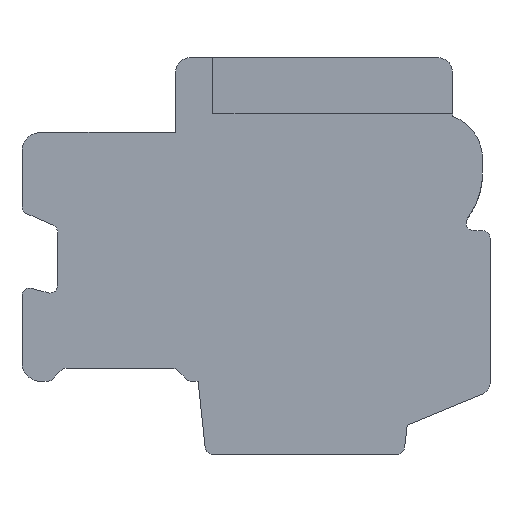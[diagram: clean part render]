
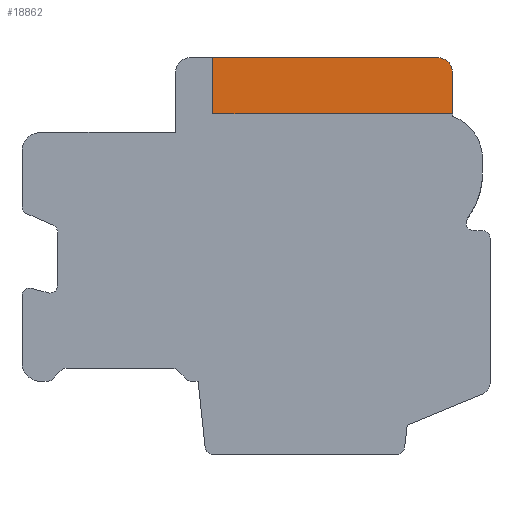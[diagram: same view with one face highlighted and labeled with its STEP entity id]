
A CAD part, front view. The second image highlights one B-rep face of the part: STEP entity #18862.
In plain terms, the highlighted planar face has unit normal (0, -1, 0).
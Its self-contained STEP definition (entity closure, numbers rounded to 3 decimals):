
#57=DIRECTION('',(-1.,0.,0.));
#58=VECTOR('',#57,6.);
#59=CARTESIAN_POINT('',(4.85,-108.5,5.3));
#60=LINE('',#59,#58);
#1213=CARTESIAN_POINT('',(4.85,-108.5,4.9));
#1214=DIRECTION('',(0.,1.,0.));
#1215=DIRECTION('',(0.,0.,1.));
#1216=AXIS2_PLACEMENT_3D('',#1213,#1214,#1215);
#1270=DIRECTION('',(0.,0.,-1.));
#1271=VECTOR('',#1270,1.1);
#1272=CARTESIAN_POINT('',(5.25,-108.5,4.9));
#1273=LINE('',#1272,#1271);
#5622=DIRECTION('',(0.,0.,1.));
#5623=VECTOR('',#5622,1.5);
#5624=CARTESIAN_POINT('',(-1.15,-108.5,3.8));
#5625=LINE('',#5624,#5623);
#5630=DIRECTION('',(-1.,0.,0.));
#5631=VECTOR('',#5630,6.4);
#5632=CARTESIAN_POINT('',(5.25,-108.5,3.8));
#5633=LINE('',#5632,#5631);
#12187=CARTESIAN_POINT('',(-1.15,-108.5,5.3));
#12189=VERTEX_POINT('',#12187);
#12191=CARTESIAN_POINT('',(4.85,-108.5,5.3));
#12192=VERTEX_POINT('',#12191);
#12193=CARTESIAN_POINT('',(5.25,-108.5,4.9));
#12194=VERTEX_POINT('',#12193);
#12195=CARTESIAN_POINT('',(5.25,-108.5,3.8));
#12196=VERTEX_POINT('',#12195);
#12199=CARTESIAN_POINT('',(-1.15,-108.5,3.8));
#12200=VERTEX_POINT('',#12199);
#18849=CARTESIAN_POINT('',(5.25,-108.5,3.8));
#18850=DIRECTION('',(0.,1.,0.));
#18851=DIRECTION('',(0.,0.,1.));
#18852=AXIS2_PLACEMENT_3D('',#18849,#18850,#18851);
#18853=PLANE('',#18852);
#18854=ORIENTED_EDGE('',*,*,#13309,.F.);
#18855=ORIENTED_EDGE('',*,*,#14456,.T.);
#18856=ORIENTED_EDGE('',*,*,#14530,.T.);
#18858=ORIENTED_EDGE('',*,*,#18857,.T.);
#18859=ORIENTED_EDGE('',*,*,#18841,.T.);
#18860=EDGE_LOOP('',(#18854,#18855,#18856,#18858,#18859));
#18861=FACE_OUTER_BOUND('',#18860,.F.);
#18862=ADVANCED_FACE('',(#18861),#18853,.F.);
#1217=CIRCLE('',#1216,0.4);
#13309=EDGE_CURVE('',#12192,#12189,#60,.T.);
#14456=EDGE_CURVE('',#12192,#12194,#1217,.T.);
#14530=EDGE_CURVE('',#12194,#12196,#1273,.T.);
#18841=EDGE_CURVE('',#12200,#12189,#5625,.T.);
#18857=EDGE_CURVE('',#12196,#12200,#5633,.T.);
